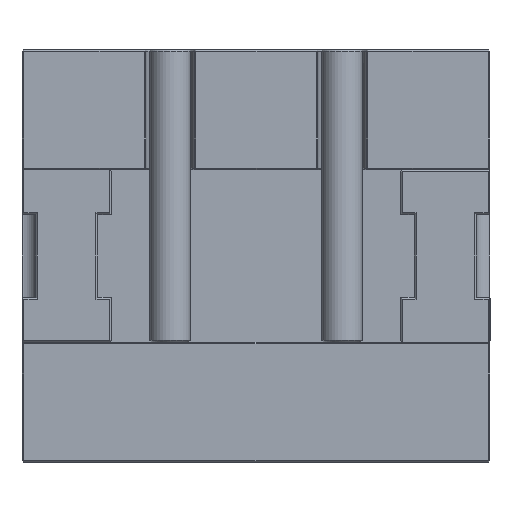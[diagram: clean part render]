
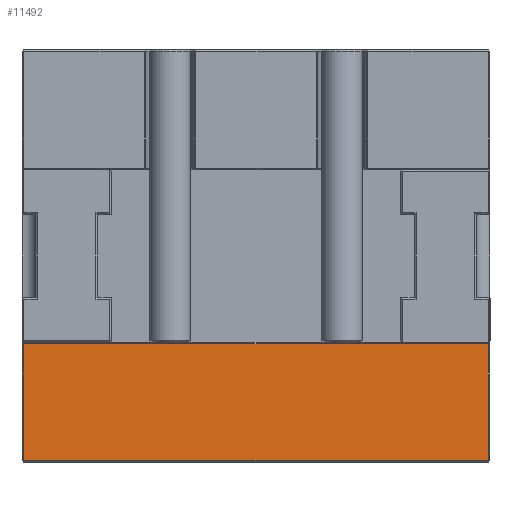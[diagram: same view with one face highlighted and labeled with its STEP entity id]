
A CAD part, front view. The second image highlights one B-rep face of the part: STEP entity #11492.
In plain terms, the highlighted planar face has unit normal (0, -1, 0).
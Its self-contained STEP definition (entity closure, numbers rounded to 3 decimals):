
#352=PLANE('',#12336);
#975=FACE_OUTER_BOUND('',#1680,.T.);
#1680=EDGE_LOOP('',(#9819,#9820,#9821,#9822));
#3224=LINE('',#37594,#3964);
#3351=LINE('',#37866,#4091);
#3352=LINE('',#37868,#4092);
#3364=LINE('',#37892,#4104);
#3964=VECTOR('',#14010,10.);
#4091=VECTOR('',#14273,10.);
#4092=VECTOR('',#14276,10.);
#4104=VECTOR('',#14306,10.);
#5097=VERTEX_POINT('',#37572);
#5099=VERTEX_POINT('',#37580);
#5101=VERTEX_POINT('',#37586);
#5113=VERTEX_POINT('',#37620);
#6607=EDGE_CURVE('',#5101,#5097,#3224,.T.);
#6744=EDGE_CURVE('',#5099,#5113,#3351,.T.);
#6745=EDGE_CURVE('',#5113,#5101,#3352,.T.);
#6758=EDGE_CURVE('',#5097,#5099,#3364,.T.);
#9819=ORIENTED_EDGE('',*,*,#6744,.F.);
#9820=ORIENTED_EDGE('',*,*,#6758,.F.);
#9821=ORIENTED_EDGE('',*,*,#6607,.F.);
#9822=ORIENTED_EDGE('',*,*,#6745,.F.);
#11492=ADVANCED_FACE('',(#975),#352,.F.);
#12336=AXIS2_PLACEMENT_3D('',#37923,#14350,#14351);
#14010=DIRECTION('',(0.,0.,-1.));
#14273=DIRECTION('',(0.,0.,1.));
#14276=DIRECTION('',(1.,0.,0.));
#14306=DIRECTION('',(-1.,0.,0.));
#14350=DIRECTION('center_axis',(0.,1.,0.));
#14351=DIRECTION('ref_axis',(1.,0.,0.));
#37572=CARTESIAN_POINT('',(67.75,0.,-59.75));
#37580=CARTESIAN_POINT('',(0.25,0.,-59.75));
#37586=CARTESIAN_POINT('',(67.75,0.,-42.75));
#37594=CARTESIAN_POINT('',(67.75,0.,-15.));
#37620=CARTESIAN_POINT('',(0.25,0.,-42.75));
#37866=CARTESIAN_POINT('',(0.25,0.,-45.));
#37868=CARTESIAN_POINT('',(51.,0.,-42.75));
#37892=CARTESIAN_POINT('',(51.,0.,-59.75));
#37923=CARTESIAN_POINT('Origin',(34.,0.,-30.));
